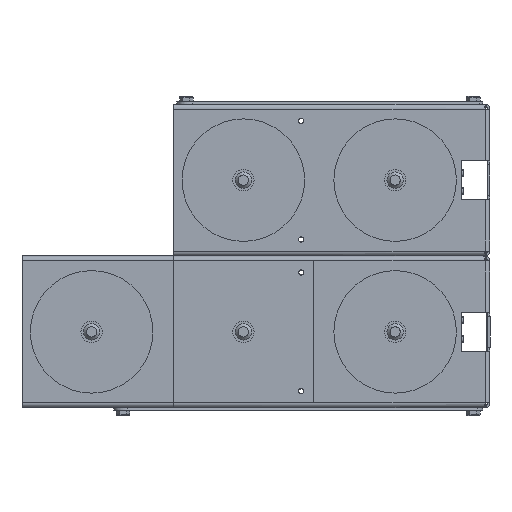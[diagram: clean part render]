
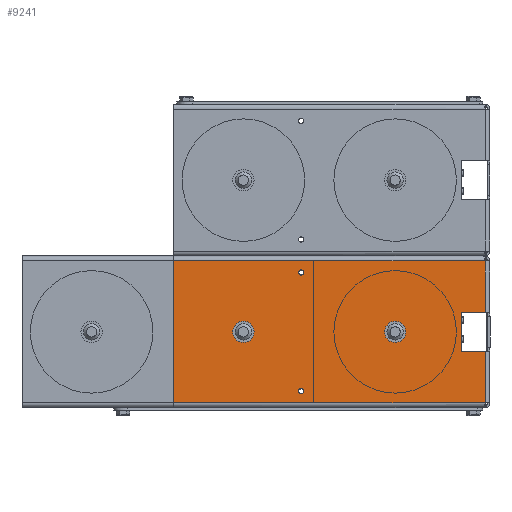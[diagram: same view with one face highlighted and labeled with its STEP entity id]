
A CAD part, front view. The second image highlights one B-rep face of the part: STEP entity #9241.
In plain terms, the highlighted planar face has unit normal (0, -1, 0).
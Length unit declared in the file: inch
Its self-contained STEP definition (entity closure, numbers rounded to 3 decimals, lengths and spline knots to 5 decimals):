
#315=FACE_BOUND('',#1384,.T.);
#316=FACE_BOUND('',#1385,.T.);
#317=FACE_BOUND('',#1386,.T.);
#318=FACE_BOUND('',#1387,.T.);
#485=PLANE('',#10113);
#857=FACE_OUTER_BOUND('',#1383,.T.);
#1383=EDGE_LOOP('',(#6658,#6659,#6660,#6661,#6662,#6663,#6664,#6665,#6666,
#6667,#6668,#6669));
#1384=EDGE_LOOP('',(#6670));
#1385=EDGE_LOOP('',(#6671));
#1386=EDGE_LOOP('',(#6672));
#1387=EDGE_LOOP('',(#6673));
#2068=LINE('',#14068,#2935);
#2070=LINE('',#14074,#2937);
#2074=LINE('',#14084,#2941);
#2075=LINE('',#14086,#2942);
#2076=LINE('',#14088,#2943);
#2077=LINE('',#14090,#2944);
#2078=LINE('',#14092,#2945);
#2079=LINE('',#14094,#2946);
#2080=LINE('',#14096,#2947);
#2081=LINE('',#14098,#2948);
#2082=LINE('',#14100,#2949);
#2083=LINE('',#14101,#2950);
#2935=VECTOR('',#11349,0.3937);
#2937=VECTOR('',#11355,0.3937);
#2941=VECTOR('',#11363,0.3937);
#2942=VECTOR('',#11364,0.3937);
#2943=VECTOR('',#11365,0.3937);
#2944=VECTOR('',#11366,0.3937);
#2945=VECTOR('',#11367,0.3937);
#2946=VECTOR('',#11368,0.3937);
#2947=VECTOR('',#11369,0.3937);
#2948=VECTOR('',#11370,0.3937);
#2949=VECTOR('',#11371,0.3937);
#2950=VECTOR('',#11372,0.3937);
#3774=CIRCLE('',#10097,0.28);
#3776=CIRCLE('',#10100,0.28);
#3778=CIRCLE('',#10103,0.07);
#3780=CIRCLE('',#10106,0.07);
#4211=VERTEX_POINT('',#14040);
#4213=VERTEX_POINT('',#14046);
#4215=VERTEX_POINT('',#14052);
#4217=VERTEX_POINT('',#14058);
#4220=VERTEX_POINT('',#14065);
#4221=VERTEX_POINT('',#14067);
#4223=VERTEX_POINT('',#14073);
#4227=VERTEX_POINT('',#14083);
#4228=VERTEX_POINT('',#14085);
#4229=VERTEX_POINT('',#14087);
#4230=VERTEX_POINT('',#14089);
#4231=VERTEX_POINT('',#14091);
#4232=VERTEX_POINT('',#14093);
#4233=VERTEX_POINT('',#14095);
#4234=VERTEX_POINT('',#14097);
#4235=VERTEX_POINT('',#14099);
#5149=EDGE_CURVE('',#4211,#4211,#3774,.T.);
#5152=EDGE_CURVE('',#4213,#4213,#3776,.T.);
#5155=EDGE_CURVE('',#4215,#4215,#3778,.T.);
#5158=EDGE_CURVE('',#4217,#4217,#3780,.T.);
#5162=EDGE_CURVE('',#4220,#4221,#2068,.T.);
#5165=EDGE_CURVE('',#4223,#4221,#2070,.T.);
#5170=EDGE_CURVE('',#4227,#4220,#2074,.T.);
#5171=EDGE_CURVE('',#4228,#4227,#2075,.T.);
#5172=EDGE_CURVE('',#4229,#4228,#2076,.T.);
#5173=EDGE_CURVE('',#4230,#4229,#2077,.T.);
#5174=EDGE_CURVE('',#4230,#4231,#2078,.T.);
#5175=EDGE_CURVE('',#4231,#4232,#2079,.T.);
#5176=EDGE_CURVE('',#4232,#4233,#2080,.T.);
#5177=EDGE_CURVE('',#4233,#4234,#2081,.T.);
#5178=EDGE_CURVE('',#4234,#4235,#2082,.T.);
#5179=EDGE_CURVE('',#4235,#4223,#2083,.T.);
#6658=ORIENTED_EDGE('',*,*,#5162,.F.);
#6659=ORIENTED_EDGE('',*,*,#5170,.F.);
#6660=ORIENTED_EDGE('',*,*,#5171,.F.);
#6661=ORIENTED_EDGE('',*,*,#5172,.F.);
#6662=ORIENTED_EDGE('',*,*,#5173,.F.);
#6663=ORIENTED_EDGE('',*,*,#5174,.T.);
#6664=ORIENTED_EDGE('',*,*,#5175,.T.);
#6665=ORIENTED_EDGE('',*,*,#5176,.T.);
#6666=ORIENTED_EDGE('',*,*,#5177,.T.);
#6667=ORIENTED_EDGE('',*,*,#5178,.T.);
#6668=ORIENTED_EDGE('',*,*,#5179,.T.);
#6669=ORIENTED_EDGE('',*,*,#5165,.T.);
#6670=ORIENTED_EDGE('',*,*,#5149,.T.);
#6671=ORIENTED_EDGE('',*,*,#5152,.T.);
#6672=ORIENTED_EDGE('',*,*,#5155,.T.);
#6673=ORIENTED_EDGE('',*,*,#5158,.T.);
#9241=ADVANCED_FACE('',(#857,#315,#316,#317,#318),#485,.T.);
#10097=AXIS2_PLACEMENT_3D('',#14041,#11319,#11320);
#10100=AXIS2_PLACEMENT_3D('',#14047,#11326,#11327);
#10103=AXIS2_PLACEMENT_3D('',#14053,#11333,#11334);
#10106=AXIS2_PLACEMENT_3D('',#14059,#11340,#11341);
#10113=AXIS2_PLACEMENT_3D('',#14082,#11361,#11362);
#11319=DIRECTION('center_axis',(0.,1.,0.));
#11320=DIRECTION('ref_axis',(-1.,0.,0.));
#11326=DIRECTION('center_axis',(0.,1.,0.));
#11327=DIRECTION('ref_axis',(-1.,0.,0.));
#11333=DIRECTION('center_axis',(0.,1.,0.));
#11334=DIRECTION('ref_axis',(-1.,0.,0.));
#11340=DIRECTION('center_axis',(0.,1.,0.));
#11341=DIRECTION('ref_axis',(-1.,0.,0.));
#11349=DIRECTION('',(0.,0.,-1.));
#11355=DIRECTION('',(1.,0.,0.));
#11361=DIRECTION('center_axis',(0.,-1.,0.));
#11362=DIRECTION('ref_axis',(0.,0.,-1.));
#11363=DIRECTION('',(1.,0.,0.));
#11364=DIRECTION('',(0.,0.,1.));
#11365=DIRECTION('',(-1.,0.,0.));
#11366=DIRECTION('',(0.,0.,-1.));
#11367=DIRECTION('',(-1.,0.,0.));
#11368=DIRECTION('',(0.,0.,1.));
#11369=DIRECTION('',(-1.,0.,0.));
#11370=DIRECTION('',(0.,0.,1.));
#11371=DIRECTION('',(1.,0.,0.));
#11372=DIRECTION('',(0.,0.,1.));
#14040=CARTESIAN_POINT('',(-2.22,-0.0635,0.));
#14041=CARTESIAN_POINT('Origin',(-2.5,-0.0635,
0.));
#14046=CARTESIAN_POINT('',(-6.22,-0.0635,0.));
#14047=CARTESIAN_POINT('Origin',(-6.5,-0.0635,
0.));
#14052=CARTESIAN_POINT('',(-4.91,-0.0635,-1.565));
#14053=CARTESIAN_POINT('Origin',(-4.98,-0.0635,-1.565));
#14058=CARTESIAN_POINT('',(-4.91,-0.0635,1.565));
#14059=CARTESIAN_POINT('Origin',(-4.98,-0.0635,1.565));
#14065=CARTESIAN_POINT('',(-0.127,-0.0635,1.873));
#14067=CARTESIAN_POINT('',(-0.127,-0.0635,0.505));
#14068=CARTESIAN_POINT('',(-0.127,-0.0635,0.));
#14073=CARTESIAN_POINT('',(-0.76,-0.0635,0.505));
#14074=CARTESIAN_POINT('',(0.,-0.0635,0.505));
#14082=CARTESIAN_POINT('Origin',(0.,-0.0635,0.));
#14083=CARTESIAN_POINT('',(-8.34,-0.0635,1.873));
#14084=CARTESIAN_POINT('',(-0.6063,-0.0635,1.873));
#14085=CARTESIAN_POINT('',(-8.34,-0.0635,-1.873));
#14086=CARTESIAN_POINT('',(-8.34,-0.0635,0.));
#14087=CARTESIAN_POINT('',(-0.127,-0.0635,-1.873));
#14088=CARTESIAN_POINT('',(-0.6063,-0.0635,-1.873));
#14089=CARTESIAN_POINT('',(-0.127,-0.0635,-0.505));
#14090=CARTESIAN_POINT('',(-0.127,-0.0635,0.));
#14091=CARTESIAN_POINT('',(-0.76,-0.0635,-0.505));
#14092=CARTESIAN_POINT('',(0.,-0.0635,-0.505));
#14093=CARTESIAN_POINT('',(-0.76,-0.0635,-0.475));
#14094=CARTESIAN_POINT('',(-0.76,-0.0635,-0.2275));
#14095=CARTESIAN_POINT('',(-0.7635,-0.0635,-0.475));
#14096=CARTESIAN_POINT('',(-0.38175,-0.0635,-0.475));
#14097=CARTESIAN_POINT('',(-0.7635,-0.0635,0.475));
#14098=CARTESIAN_POINT('',(-0.7635,-0.0635,0.2375));
#14099=CARTESIAN_POINT('',(-0.76,-0.0635,0.475));
#14100=CARTESIAN_POINT('',(-0.03175,-0.0635,0.475));
#14101=CARTESIAN_POINT('',(-0.76,-0.0635,0.2275));
